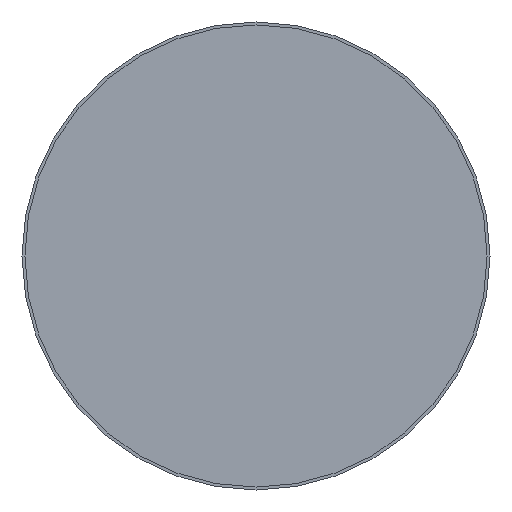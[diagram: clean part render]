
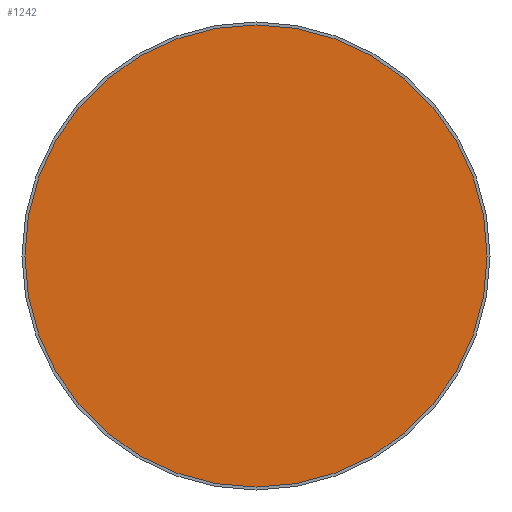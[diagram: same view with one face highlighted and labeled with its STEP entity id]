
A CAD part, front view. The second image highlights one B-rep face of the part: STEP entity #1242.
In plain terms, the highlighted planar face has unit normal (0, -1, 0).
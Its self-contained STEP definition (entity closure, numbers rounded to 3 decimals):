
#328=CARTESIAN_POINT('',(0.,0.,0.));
#329=DIRECTION('',(0.,-1.,0.));
#330=DIRECTION('',(1.,0.,0.));
#331=AXIS2_PLACEMENT_3D('',#328,#329,#330);
#351=CARTESIAN_POINT('',(0.,0.,0.));
#352=DIRECTION('',(0.,1.,0.));
#353=DIRECTION('',(1.,0.,0.));
#354=AXIS2_PLACEMENT_3D('',#351,#352,#353);
#1099=CARTESIAN_POINT('',(39.5,0.,0.));
#1101=VERTEX_POINT('',#1099);
#1113=CARTESIAN_POINT('',(-39.5,0.,0.));
#1115=VERTEX_POINT('',#1113);
#1231=CARTESIAN_POINT('',(0.,0.,0.));
#1232=DIRECTION('',(0.,-1.,0.));
#1233=DIRECTION('',(-1.,0.,0.));
#1234=AXIS2_PLACEMENT_3D('',#1231,#1232,#1233);
#1235=PLANE('',#1234);
#1237=ORIENTED_EDGE('',*,*,#1236,.F.);
#1239=ORIENTED_EDGE('',*,*,#1238,.T.);
#1240=EDGE_LOOP('',(#1237,#1239));
#1241=FACE_OUTER_BOUND('',#1240,.F.);
#332=CIRCLE('',#331,39.5);
#355=CIRCLE('',#354,39.5);
#1236=EDGE_CURVE('',#1101,#1115,#332,.T.);
#1238=EDGE_CURVE('',#1101,#1115,#355,.T.);
#1242=ADVANCED_FACE('',(#1241),#1235,.T.);
